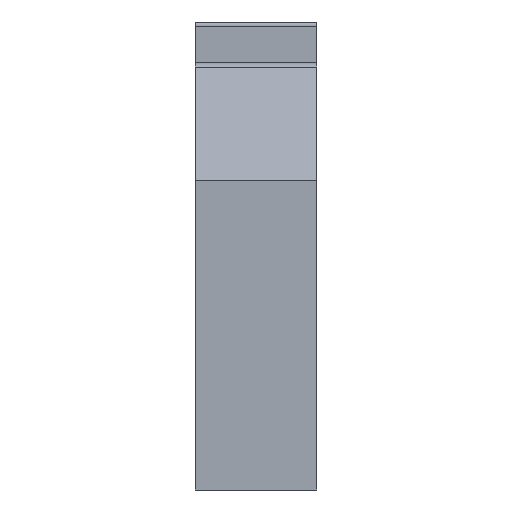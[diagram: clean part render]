
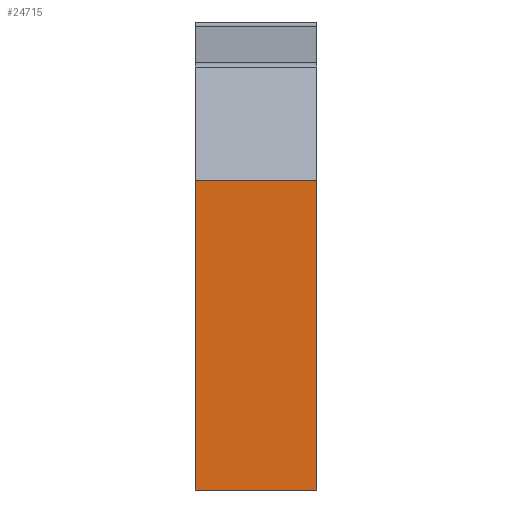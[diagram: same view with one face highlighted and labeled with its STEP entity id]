
A CAD part, left-side view. The second image highlights one B-rep face of the part: STEP entity #24715.
In plain terms, the highlighted planar face has unit normal (-1, 0, 0).
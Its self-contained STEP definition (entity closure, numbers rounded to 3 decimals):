
#34 = LINE ( 'NONE', #9931, #10212 ) ;
#241 = CARTESIAN_POINT ( 'NONE',  ( 0., 6., 15.329 ) ) ;
#406 = ORIENTED_EDGE ( 'NONE', *, *, #6634, .T. ) ;
#860 = EDGE_CURVE ( 'NONE', #3161, #6014, #7292, .T. ) ;
#1496 = DIRECTION ( 'NONE',  ( 0., 0., 1. ) ) ;
#2487 = VECTOR ( 'NONE', #20808, 1000. ) ;
#3161 = VERTEX_POINT ( 'NONE', #22884 ) ;
#3272 = CARTESIAN_POINT ( 'NONE',  ( 0., 0., 15.329 ) ) ;
#3301 = CARTESIAN_POINT ( 'NONE',  ( 0., 6., 0. ) ) ;
#4041 = EDGE_LOOP ( 'NONE', ( #406, #21232, #25023, #17375 ) ) ;
#5611 = LINE ( 'NONE', #21186, #24029 ) ;
#5969 = DIRECTION ( 'NONE',  ( 0., -1., 0. ) ) ;
#6014 = VERTEX_POINT ( 'NONE', #3301 ) ;
#6158 = EDGE_CURVE ( 'NONE', #6014, #8952, #5611, .T. ) ;
#6314 = VERTEX_POINT ( 'NONE', #3272 ) ;
#6427 = EDGE_CURVE ( 'NONE', #8952, #6314, #34, .T. ) ;
#6634 = EDGE_CURVE ( 'NONE', #3161, #6314, #15384, .T. ) ;
#7265 = PLANE ( 'NONE',  #15221 ) ;
#7292 = LINE ( 'NONE', #17240, #2487 ) ;
#8952 = VERTEX_POINT ( 'NONE', #241 ) ;
#9931 = CARTESIAN_POINT ( 'NONE',  ( 0., 0.75, 15.329 ) ) ;
#10212 = VECTOR ( 'NONE', #5969, 1000. ) ;
#11198 = CARTESIAN_POINT ( 'NONE',  ( 0., 0.75, 15.329 ) ) ;
#11477 = DIRECTION ( 'NONE',  ( 0., 0., 1. ) ) ;
#15175 = FACE_OUTER_BOUND ( 'NONE', #4041, .T. ) ;
#15221 = AXIS2_PLACEMENT_3D ( 'NONE', #11198, #18513, #1496 ) ;
#15384 = LINE ( 'NONE', #21103, #20563 ) ;
#17240 = CARTESIAN_POINT ( 'NONE',  ( 0., 0.75, 0. ) ) ;
#17375 = ORIENTED_EDGE ( 'NONE', *, *, #860, .F. ) ;
#17416 = DIRECTION ( 'NONE',  ( 0., 0., 1. ) ) ;
#18513 = DIRECTION ( 'NONE',  ( 1., 0., 0. ) ) ;
#20563 = VECTOR ( 'NONE', #17416, 1000. ) ;
#20808 = DIRECTION ( 'NONE',  ( 0., 1., 0. ) ) ;
#21103 = CARTESIAN_POINT ( 'NONE',  ( 0., 0., 15.329 ) ) ;
#21186 = CARTESIAN_POINT ( 'NONE',  ( 0., 6., 15.329 ) ) ;
#21232 = ORIENTED_EDGE ( 'NONE', *, *, #6427, .F. ) ;
#22884 = CARTESIAN_POINT ( 'NONE',  ( 0., 0., 0. ) ) ;
#24029 = VECTOR ( 'NONE', #11477, 1000. ) ;
#24715 = ADVANCED_FACE ( 'NONE', ( #15175 ), #7265, .F. ) ;
#25023 = ORIENTED_EDGE ( 'NONE', *, *, #6158, .F. ) ;
